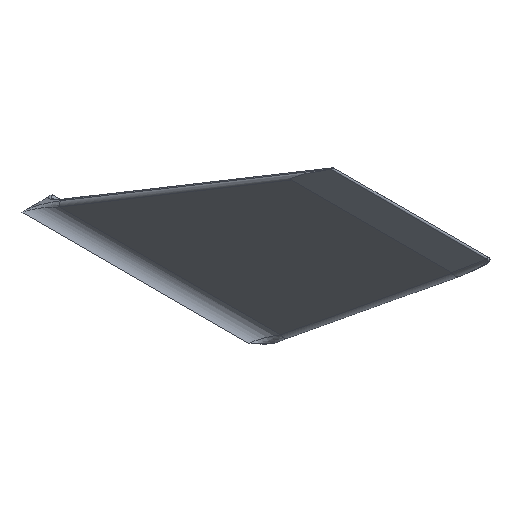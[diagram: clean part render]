
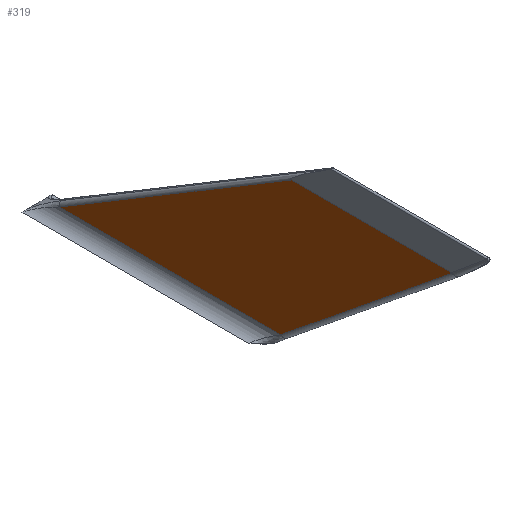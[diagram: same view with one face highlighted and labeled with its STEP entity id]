
A CAD part, isometric view. The second image highlights one B-rep face of the part: STEP entity #319.
In plain terms, the highlighted planar face has unit normal (-1, 0, 0).
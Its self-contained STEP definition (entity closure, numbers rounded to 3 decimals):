
#24=PLANE('',#359);
#34=LINE('',#722,#52);
#38=LINE('',#733,#56);
#39=LINE('',#798,#57);
#40=LINE('',#800,#58);
#52=VECTOR('',#429,10.);
#56=VECTOR('',#441,10.);
#57=VECTOR('',#446,10.);
#58=VECTOR('',#449,10.);
#84=FACE_OUTER_BOUND('',#104,.T.);
#104=EDGE_LOOP('',(#271,#272,#273,#274,#275));
#123=ELLIPSE('',#348,23.674,2.);
#153=VERTEX_POINT('',#651);
#154=VERTEX_POINT('',#653);
#156=VERTEX_POINT('',#718);
#158=VERTEX_POINT('',#729);
#159=VERTEX_POINT('',#731);
#187=EDGE_CURVE('',#153,#154,#123,.T.);
#192=EDGE_CURVE('',#154,#156,#34,.T.);
#198=EDGE_CURVE('',#159,#158,#38,.T.);
#201=EDGE_CURVE('',#158,#153,#39,.T.);
#202=EDGE_CURVE('',#159,#156,#40,.T.);
#271=ORIENTED_EDGE('',*,*,#187,.F.);
#272=ORIENTED_EDGE('',*,*,#201,.F.);
#273=ORIENTED_EDGE('',*,*,#198,.F.);
#274=ORIENTED_EDGE('',*,*,#202,.T.);
#275=ORIENTED_EDGE('',*,*,#192,.F.);
#319=ADVANCED_FACE('',(#84),#24,.T.);
#348=AXIS2_PLACEMENT_3D('',#654,#419,#420);
#359=AXIS2_PLACEMENT_3D('',#799,#447,#448);
#419=DIRECTION('center_axis',(1.,0.,0.));
#420=DIRECTION('ref_axis',(0.,-0.776,0.63));
#429=DIRECTION('',(0.,0.776,-0.63));
#441=DIRECTION('',(0.,-0.857,0.515));
#446=DIRECTION('',(0.,-1.,0.));
#447=DIRECTION('center_axis',(-1.,0.,0.));
#448=DIRECTION('ref_axis',(0.,0.,-1.));
#449=DIRECTION('',(0.,-1.,0.));
#651=CARTESIAN_POINT('',(-2.,-265.682,105.834));
#653=CARTESIAN_POINT('',(-2.,-265.911,105.753));
#654=CARTESIAN_POINT('Origin',(-2.,-247.529,90.834));
#718=CARTESIAN_POINT('',(-2.,-191.181,45.1));
#722=CARTESIAN_POINT('',(-2.,-252.46,94.836));
#729=CARTESIAN_POINT('',(-2.,-195.684,105.834));
#731=CARTESIAN_POINT('',(-2.,-94.665,45.1));
#733=CARTESIAN_POINT('',(-2.,-136.473,70.235));
#798=CARTESIAN_POINT('',(-2.,-187.5,105.834));
#799=CARTESIAN_POINT('Origin',(-2.,-187.5,105.834));
#800=CARTESIAN_POINT('',(-2.,-187.5,45.1));
